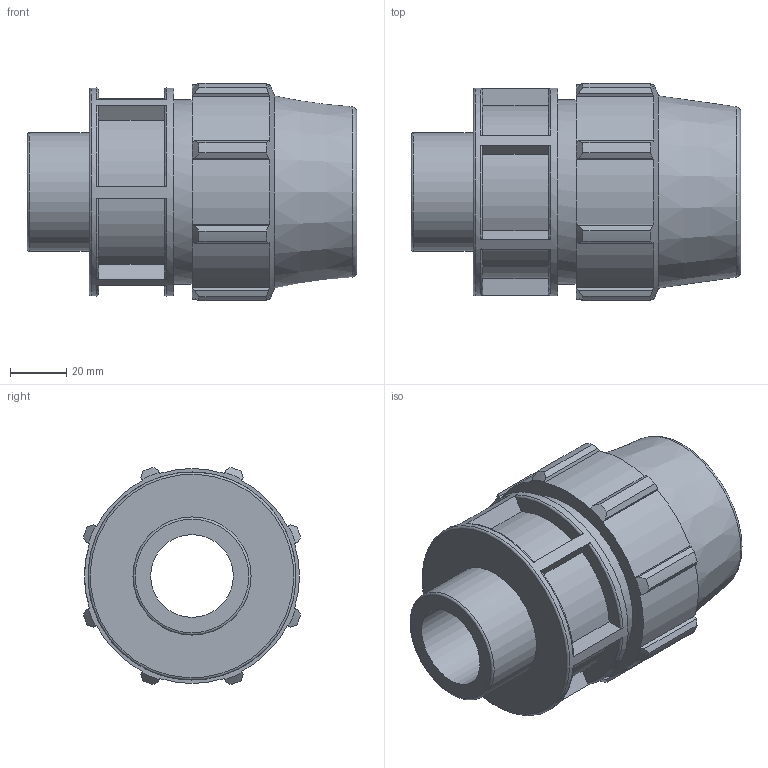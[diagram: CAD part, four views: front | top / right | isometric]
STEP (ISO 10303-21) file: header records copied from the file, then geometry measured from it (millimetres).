
FILE_DESCRIPTION(/* description */ ('PLASSON MALE ADAPTOR 40-1.1/4"'),/* implementation_level */ '2;1');
FILE_NAME(/* name */ '070200040013_180200040013_0702060400130A.ipt.stp',/* time_stamp */ '2017-06-06T11:00:09+03:00',/* author */ ('KIM'),/* organization */ (''),/* preprocessor_version */ 'ST-DEVELOPER v15.6',/* originating_system */ 'Autodesk Inventor 2015',/* authorisation */ '');
FILE_SCHEMA (('AUTOMOTIVE_DESIGN { 1 0 10303 214 3 1 1 }'));
Length unit declared in the file: millimetre
Products named in the file (1): 070200040013_180200040013_0702060400130A
Bounding box: 117 x 77.16 x 77.16 mm (x, y, z)
Volume: 250435.7 mm3; surface area: 50571.8 mm2
Topology: 1 solids, 1 shells, 117 faces, 309 edges, 204 vertices
Faces by surface type: plane 63, cylinder 27, torus 15, cone 12
Full cylindrical faces by diameter (mm): 29.337 x1, 40 x1, 41.91 x1, 65.6 x1, 73.8 x1
Entity records: 3841 total; most frequent: CARTESIAN_POINT 894, ORIENTED_EDGE 588, DIRECTION 568, EDGE_CURVE 294, AXIS2_PLACEMENT_3D 212, VERTEX_POINT 202, LINE 144, VECTOR 144
